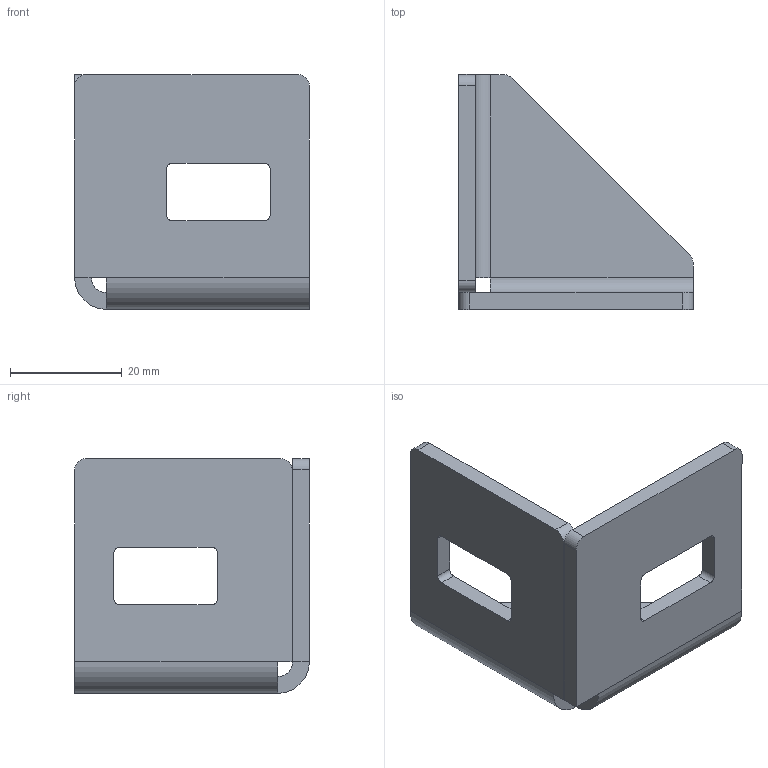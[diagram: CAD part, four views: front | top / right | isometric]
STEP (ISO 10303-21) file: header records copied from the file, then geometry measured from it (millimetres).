
FILE_DESCRIPTION (( 'STEP AP214' ), '1' );
FILE_NAME ('SNSD.30.52.43 Óãëîâîé ñîåäèíèòåëü ñòàëüíîé 42õ42S(D64).STEP', '2014-12-29T10:50:27', ( 'XTreme.ws' ), ( 'XTreme.ws' ), 'SwSTEP 2.0', 'SolidWorks 2014', '' );
FILE_SCHEMA (( 'AUTOMOTIVE_DESIGN' ));
Length unit declared in the file: millimetre
Products named in the file (2): SNSD.30.52.43 Óãëîâîé ñîåäèíèòåëü ñòàëüíîé 42õ42S(D64)
Bounding box: 42 x 42 x 42 mm (x, y, z)
Volume: 11422.5 mm3; surface area: 8881.7 mm2
Topology: 1 solids, 1 shells, 47 faces, 119 edges, 74 vertices
Faces by surface type: plane 29, cylinder 18
Entity records: 1458 total; most frequent: DIRECTION 253, CARTESIAN_POINT 242, ORIENTED_EDGE 238, EDGE_CURVE 119, AXIS2_PLACEMENT_3D 85, VECTOR 83, LINE 83, VERTEX_POINT 74
